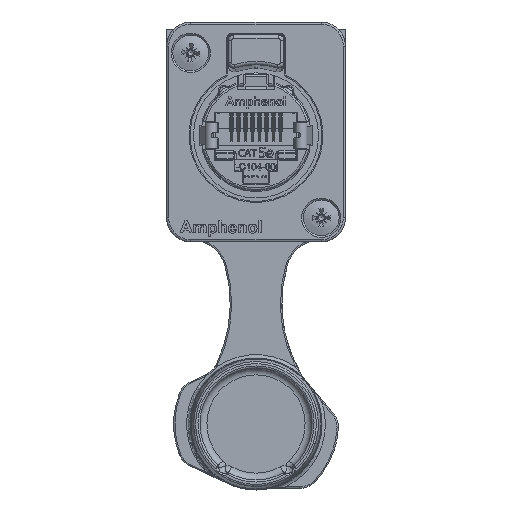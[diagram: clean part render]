
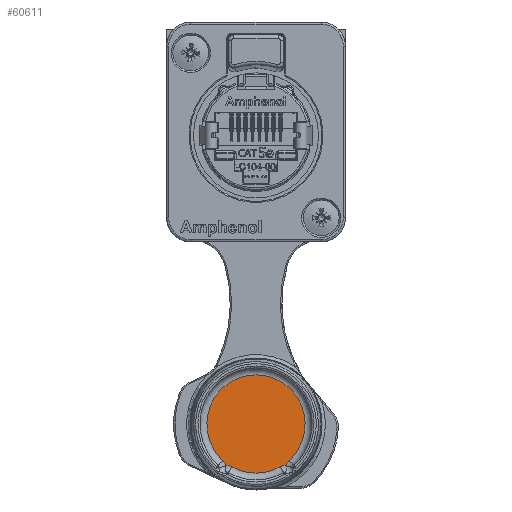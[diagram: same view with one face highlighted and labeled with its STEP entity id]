
A CAD part, top view. The second image highlights one B-rep face of the part: STEP entity #60611.
In plain terms, the highlighted planar face has unit normal (0, 0, 1).
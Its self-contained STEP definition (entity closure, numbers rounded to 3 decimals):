
#15319=PLANE('',#64797);
#18428=FACE_OUTER_BOUND('',#22036,.T.);
#22036=EDGE_LOOP('',(#55394,#55395,#55396,#55397,#55398,#55399));
#23473=CIRCLE('',#64779,7.15);
#23477=CIRCLE('',#64784,1.3);
#23478=CIRCLE('',#64786,1.3);
#23479=CIRCLE('',#64788,1.3);
#23483=CIRCLE('',#64793,7.15);
#23484=CIRCLE('',#64795,1.3);
#30446=VERTEX_POINT('',#132144);
#30449=VERTEX_POINT('',#132218);
#30450=VERTEX_POINT('',#132240);
#30451=VERTEX_POINT('',#132242);
#30453=VERTEX_POINT('',#132253);
#30454=VERTEX_POINT('',#132258);
#38858=EDGE_CURVE('',#30450,#30451,#23473,.T.);
#38862=EDGE_CURVE('',#30451,#30449,#23477,.T.);
#38863=EDGE_CURVE('',#30446,#30450,#23478,.T.);
#38864=EDGE_CURVE('',#30449,#30453,#23479,.T.);
#38868=EDGE_CURVE('',#30453,#30454,#23483,.T.);
#38869=EDGE_CURVE('',#30454,#30446,#23484,.T.);
#55394=ORIENTED_EDGE('',*,*,#38858,.F.);
#55395=ORIENTED_EDGE('',*,*,#38863,.F.);
#55396=ORIENTED_EDGE('',*,*,#38869,.F.);
#55397=ORIENTED_EDGE('',*,*,#38868,.F.);
#55398=ORIENTED_EDGE('',*,*,#38864,.F.);
#55399=ORIENTED_EDGE('',*,*,#38862,.F.);
#60611=ADVANCED_FACE('',(#18428),#15319,.T.);
#64779=AXIS2_PLACEMENT_3D('',#132243,#77186,#77187);
#64784=AXIS2_PLACEMENT_3D('',#132249,#77196,#77197);
#64786=AXIS2_PLACEMENT_3D('',#132251,#77200,#77201);
#64788=AXIS2_PLACEMENT_3D('',#132254,#77204,#77205);
#64793=AXIS2_PLACEMENT_3D('',#132260,#77214,#77215);
#64795=AXIS2_PLACEMENT_3D('',#132262,#77218,#77219);
#64797=AXIS2_PLACEMENT_3D('',#132265,#77223,#77224);
#77186=DIRECTION('center_axis',(0.,0.,-1.));
#77187=DIRECTION('ref_axis',(0.,-1.,0.));
#77196=DIRECTION('center_axis',(0.,0.,1.));
#77197=DIRECTION('ref_axis',(0.949,-0.315,0.));
#77200=DIRECTION('center_axis',(0.,0.,1.));
#77201=DIRECTION('ref_axis',(-0.949,-0.315,0.));
#77204=DIRECTION('center_axis',(0.,0.,1.));
#77205=DIRECTION('ref_axis',(0.006,-1.,0.));
#77214=DIRECTION('center_axis',(0.,0.,-1.));
#77215=DIRECTION('ref_axis',(0.,1.,0.));
#77218=DIRECTION('center_axis',(0.,0.,1.));
#77219=DIRECTION('ref_axis',(-0.006,-1.,0.));
#77223=DIRECTION('center_axis',(0.,0.,1.));
#77224=DIRECTION('ref_axis',(1.,0.,0.));
#132144=CARTESIAN_POINT('',(4.414,48.075,2.));
#132218=CARTESIAN_POINT('',(-4.414,48.075,2.));
#132240=CARTESIAN_POINT('',(4.827,47.275,2.));
#132242=CARTESIAN_POINT('',(-4.827,47.275,2.));
#132243=CARTESIAN_POINT('Origin',(0.,42.,2.));
#132249=CARTESIAN_POINT('Origin',(-5.704,48.234,2.));
#132251=CARTESIAN_POINT('Origin',(5.704,48.234,2.));
#132253=CARTESIAN_POINT('',(-3.525,48.22,2.));
#132254=CARTESIAN_POINT('Origin',(-4.166,49.351,2.));
#132258=CARTESIAN_POINT('',(3.525,48.22,2.));
#132260=CARTESIAN_POINT('Origin',(0.,42.,2.));
#132262=CARTESIAN_POINT('Origin',(4.166,49.351,2.));
#132265=CARTESIAN_POINT('Origin',(0.,42.,2.));
